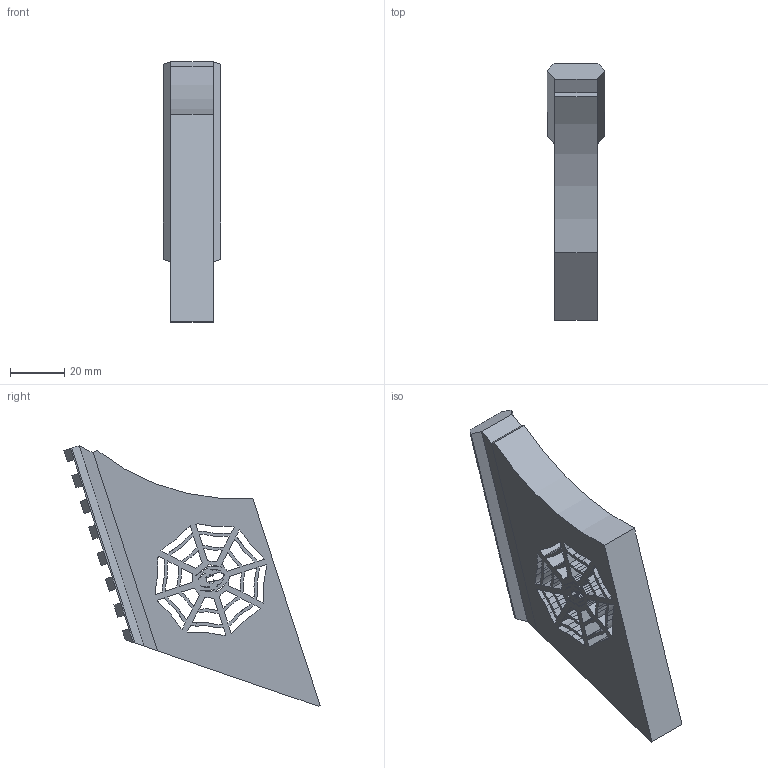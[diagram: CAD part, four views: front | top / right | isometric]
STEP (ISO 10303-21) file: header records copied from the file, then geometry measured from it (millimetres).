
FILE_DESCRIPTION(/* description */ (''),/* implementation_level */ '2;1');
FILE_NAME(/* name */ 'Picatinny Rail.step',/* time_stamp */ '2021-02-23T19:30:12-06:00',/* author */ (''),/* organization */ (''),/* preprocessor_version */ 'ST-DEVELOPER v18.1',/* originating_system */ 'Autodesk Translation Framework v9.7.1.1290',/* authorisation */ '');
FILE_SCHEMA (('AUTOMOTIVE_DESIGN { 1 0 10303 214 3 1 1 }'));
Length unit declared in the file: millimetre
Products named in the file (2): Picatinny Rail; Picatinny rail design
Assembly tree (1 placements, depth 2):
  Picatinny Rail
    Picatinny rail design
Bounding box: 21.2 x 94.14 x 95.63 mm (x, y, z)
Volume: 58781.5 mm3; surface area: 27112.9 mm2
Topology: 2 solids, 2 shells, 453 faces, 1319 edges, 870 vertices
Faces by surface type: bspline 298, plane 154, cylinder 1
Entity records: 15714 total; most frequent: CARTESIAN_POINT 6520, ORIENTED_EDGE 2638, EDGE_CURVE 1319, DIRECTION 1043, VERTEX_POINT 870, LINE 721, VECTOR 721, EDGE_LOOP 519
